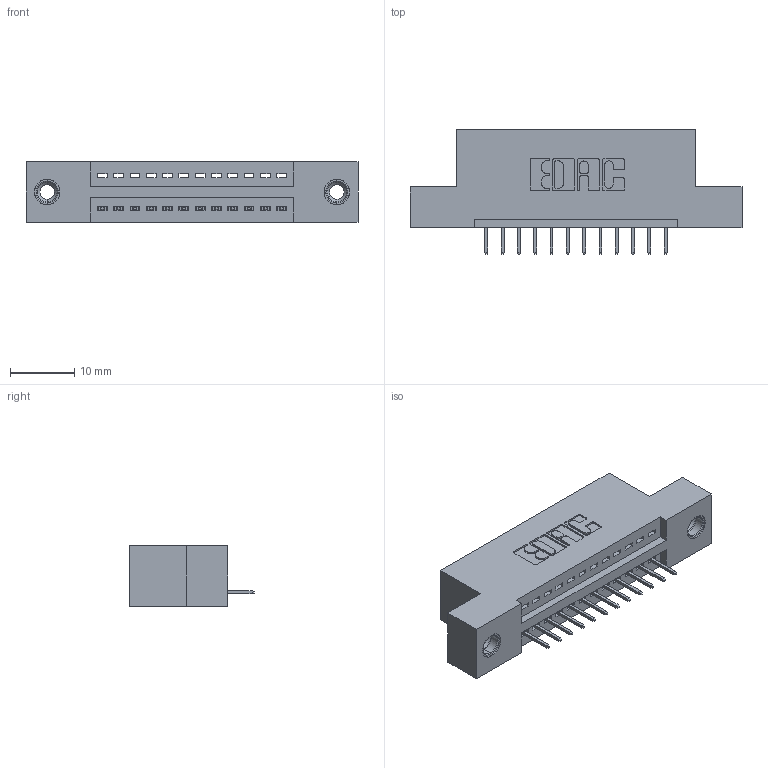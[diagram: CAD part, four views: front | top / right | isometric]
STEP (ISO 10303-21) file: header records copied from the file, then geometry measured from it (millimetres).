
FILE_DESCRIPTION (( 'STEP AP203' ), '1' );
FILE_NAME ('345-012-524-108.STEP', '2019-10-04T01:34:08', ( '' ), ( '' ), 'SwSTEP 2.0', 'SolidWorks 2016', '' );
FILE_SCHEMA (( 'CONFIG_CONTROL_DESIGN' ));
Length unit declared in the file: inch
Products named in the file (4): 345-292-001_345-293-124; 345-012-524-108; 345-250-001_345-250-003-102; 345 Part_Flush Mounting Lugs - 0.156 Dia-TI
Assembly tree (15 placements, depth 2):
  345-012-524-108
    345 Part_Flush Mounting Lugs - 0.156 Dia-TI
    345-292-001_345-293-124  x12
    345-250-001_345-250-003-102  x2
Bounding box: 51.69 x 19.35 x 9.4 mm (x, y, z)
Volume: 4609.8 mm3; surface area: 5585.9 mm2
Topology: 15 solids, 15 shells, 930 faces, 2637 edges, 1702 vertices
Faces by surface type: plane 664, cylinder 250, cone 12, torus 4
Entity records: 14330 total; most frequent: CARTESIAN_POINT 2463, ORIENTED_EDGE 2402, DIRECTION 2223, EDGE_CURVE 1201, LINE 1005, VECTOR 1005, VERTEX_POINT 792, AXIS2_PLACEMENT_3D 609
